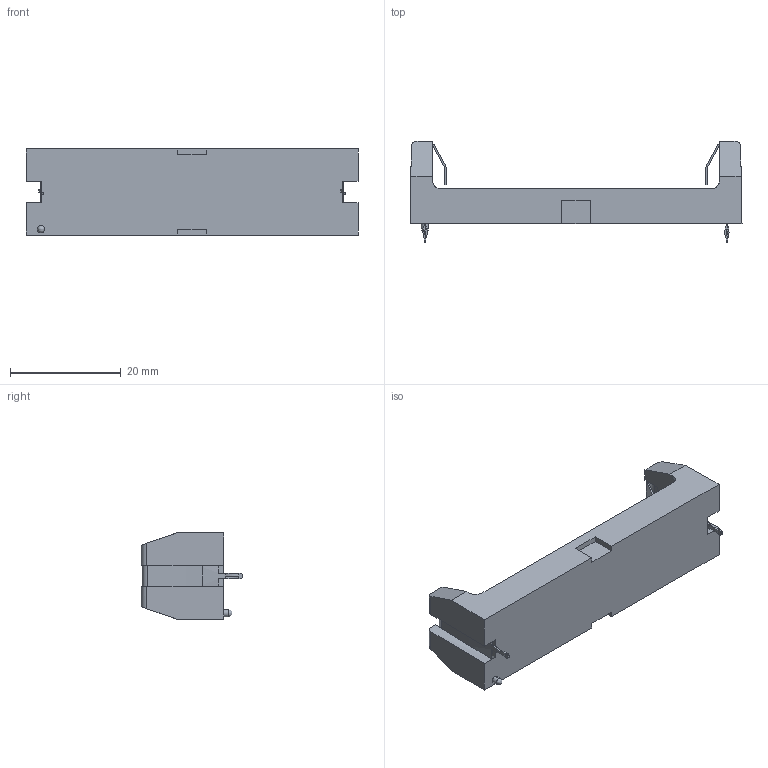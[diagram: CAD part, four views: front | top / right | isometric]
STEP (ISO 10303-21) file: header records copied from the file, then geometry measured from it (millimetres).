
FILE_DESCRIPTION (( 'STEP AP214' ), '1' );
FILE_NAME ('1015.STEP', '2024-03-05T09:41:50', ( '' ), ( '' ), 'SwSTEP 2.0', 'SolidWorks 2023', '' );
FILE_SCHEMA (( 'AUTOMOTIVE_DESIGN' ));
Length unit declared in the file: millimetre
Products named in the file (1): 1015
Bounding box: 59.93 x 18.34 x 15.54 mm (x, y, z)
Surface area: 4481 mm2 (no closed solid volume)
Topology: 0 solids, 3 shells, 145 faces, 420 edges, 278 vertices
Faces by surface type: plane 116, cylinder 20, bspline 9
Entity records: 5766 total; most frequent: CARTESIAN_POINT 1641, ORIENTED_EDGE 816, DIRECTION 624, EDGE_CURVE 418, VECTOR 314, LINE 314, VERTEX_POINT 278, AXIS2_PLACEMENT_3D 155
